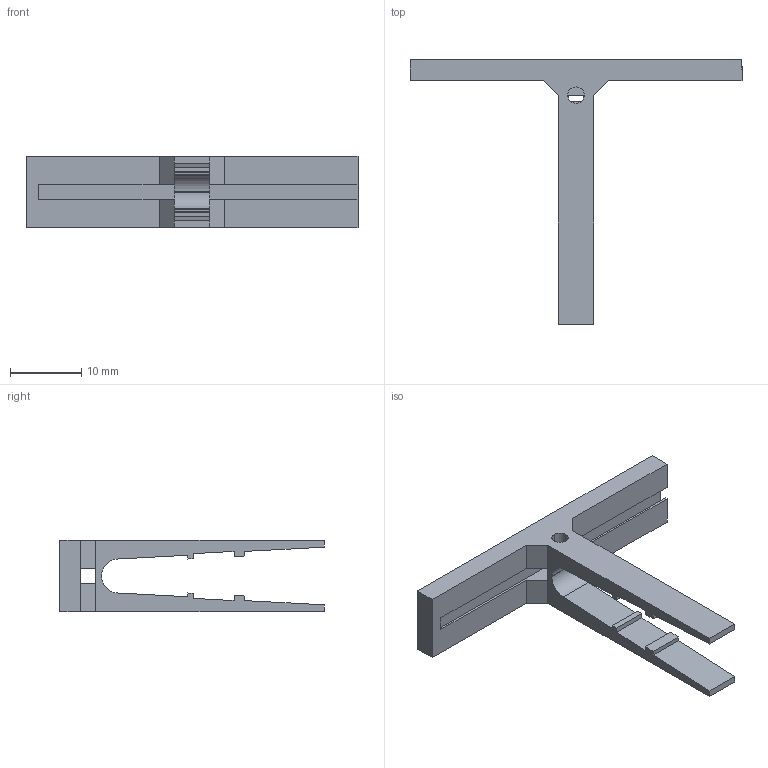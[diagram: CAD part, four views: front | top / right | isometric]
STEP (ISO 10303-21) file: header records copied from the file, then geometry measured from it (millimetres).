
FILE_DESCRIPTION (( 'STEP AP203' ), '1' );
FILE_NAME ('MTU-S2.STEP', '2022-10-04T07:44:32', ( '' ), ( '' ), 'SwSTEP 2.0', 'SolidWorks 2019', '' );
FILE_SCHEMA (( 'CONFIG_CONTROL_DESIGN' ));
Length unit declared in the file: millimetre
Products named in the file (1): MTU-S2
Bounding box: 46.72 x 37.25 x 10 mm (x, y, z)
Surface area: 3007.1 mm2 (no closed solid volume)
Topology: 0 solids, 1 shells, 48 faces, 147 edges, 98 vertices
Faces by surface type: plane 40, cylinder 8
Entity records: 1706 total; most frequent: CARTESIAN_POINT 294, ORIENTED_EDGE 286, DIRECTION 261, EDGE_CURVE 147, VECTOR 131, LINE 131, VERTEX_POINT 98, AXIS2_PLACEMENT_3D 65
